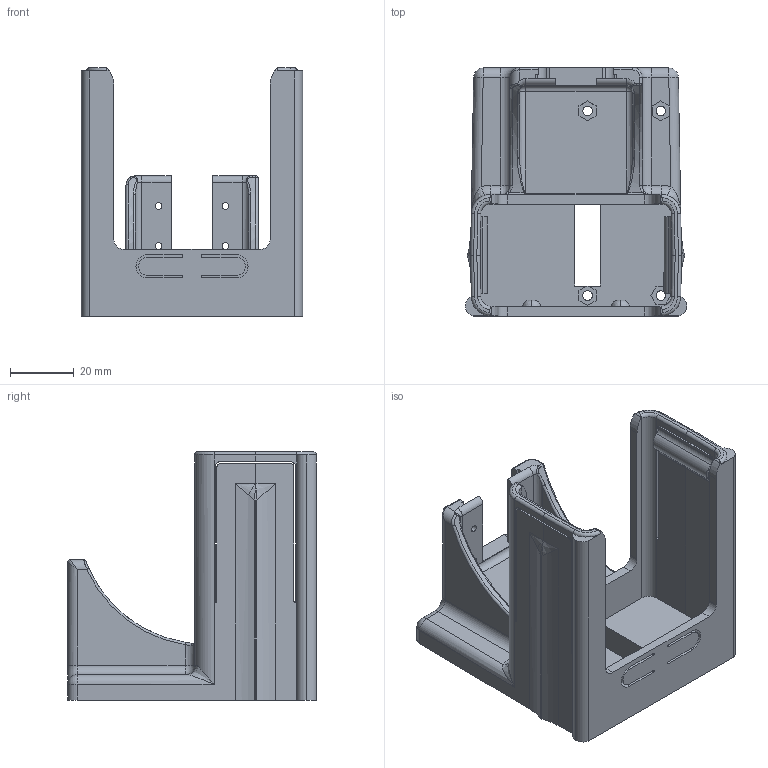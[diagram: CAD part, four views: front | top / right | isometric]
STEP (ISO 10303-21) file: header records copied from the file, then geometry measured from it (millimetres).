
FILE_DESCRIPTION (( 'STEP AP214' ), '1' );
FILE_NAME ('Main holder Rev 2.STEP', '2025-08-18T07:40:31', ( '' ), ( '' ), 'SwSTEP 2.0', 'SolidWorks 2020', '' );
FILE_SCHEMA (( 'AUTOMOTIVE_DESIGN' ));
Length unit declared in the file: millimetre
Products named in the file (1): Main holder Rev 2
Bounding box: 69.5 x 78 x 78 mm (x, y, z)
Volume: 83032.8 mm3; surface area: 34819 mm2
Topology: 1 solids, 1 shells, 327 faces, 906 edges, 556 vertices
Faces by surface type: cylinder 138, plane 127, bspline 29, torus 25, sphere 8
Entity records: 11297 total; most frequent: CARTESIAN_POINT 3189, ORIENTED_EDGE 1772, DIRECTION 1633, EDGE_CURVE 886, AXIS2_PLACEMENT_3D 569, VERTEX_POINT 556, VECTOR 495, LINE 495
